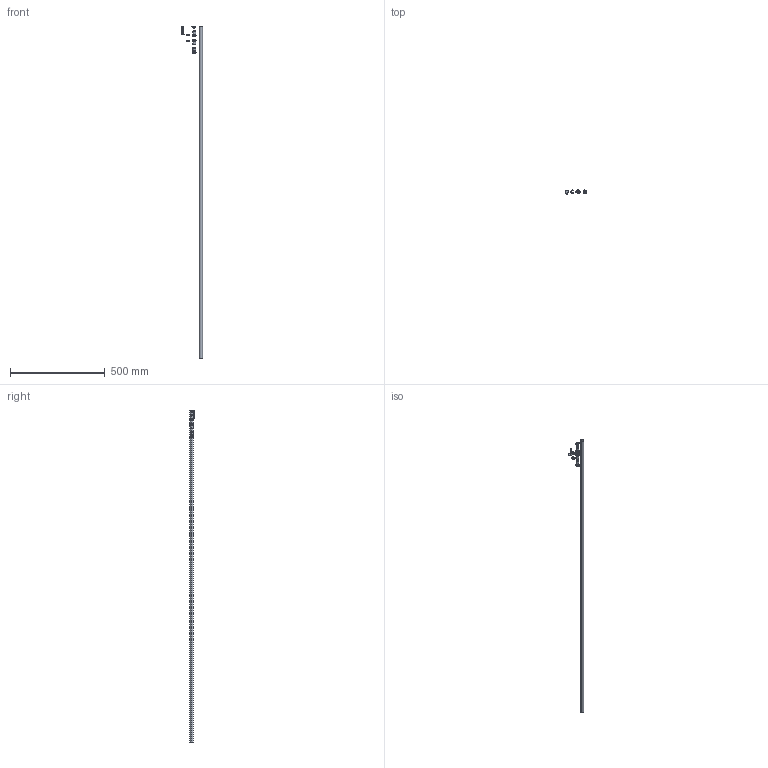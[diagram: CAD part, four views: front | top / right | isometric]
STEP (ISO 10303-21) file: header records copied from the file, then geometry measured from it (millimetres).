
FILE_DESCRIPTION (( 'STEP AP203' ), '1' );
FILE_NAME ('FSA8800 S16 Set 2 Teile 1755 neu.STEP', '2025-05-08T08:20:04', ( '' ), ( '' ), 'SwSTEP 2.0', 'SolidWorks 2023', '' );
FILE_SCHEMA (( 'CONFIG_CONTROL_DESIGN' ));
Length unit declared in the file: millimetre
Products named in the file (13): Montagewinkel gefälzte Tür; Zapfen S16; Folie Montagewinkel gefältzte Tür; Abdeckprofil 1755 S16_1755mm; Klebepad Montagewinkel gefältzte Tür_mit einer Abdeckfolie; Fuss mit Klebepad S16; Klebepad S16; Montagewinkel gefältze Tür_01; FSA8800 S16 Set 2 Teile 1755 neu; Sicherungsclip S16; Fuss S16; Abdeckfolie d17; Klebeband Montagewinkel gefältzte Tür
Assembly tree (15 placements, depth 4):
  FSA8800 S16 Set 2 Teile 1755 neu
    Abdeckprofil 1755 S16_1755mm
    Fuss mit Klebepad S16
      Fuss S16
      Klebepad S16
      Abdeckfolie d17
    Zapfen S16  x3
    Sicherungsclip S16  x2
    Montagewinkel gefälzte Tür
      Montagewinkel gefältze Tür_01
      Klebepad Montagewinkel gefältzte Tür_mit einer Abdeckfolie
        Klebeband Montagewinkel gefältzte Tür
        Folie Montagewinkel gefältzte Tür
Bounding box: 111.99 x 22.2 x 1755 mm (x, y, z)
Volume: 151744.7 mm3; surface area: 196277.5 mm2
Topology: 12 solids, 12 shells, 293 faces, 655 edges, 395 vertices
Faces by surface type: cylinder 113, torus 95, plane 65, cone 14, sphere 6
Entity records: 5980 total; most frequent: DIRECTION 927, CARTESIAN_POINT 766, ORIENTED_EDGE 706, AXIS2_PLACEMENT_3D 398, EDGE_CURVE 353, CIRCLE 218, VERTEX_POINT 217, EDGE_LOOP 176
